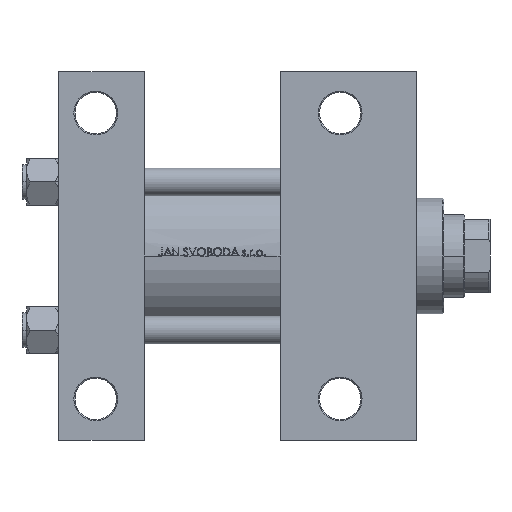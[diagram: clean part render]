
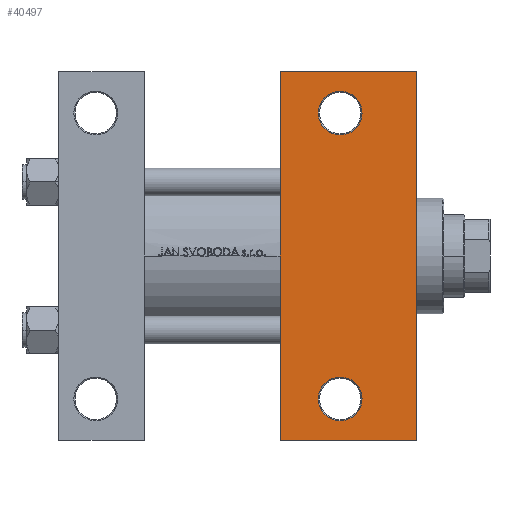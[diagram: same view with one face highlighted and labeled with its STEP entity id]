
A CAD part, front view. The second image highlights one B-rep face of the part: STEP entity #40497.
In plain terms, the highlighted face is planar.
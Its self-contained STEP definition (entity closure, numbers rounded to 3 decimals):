
#113 = ORIENTED_EDGE ( 'NONE', *, *, #30230, .T. ) ;
#290 = DIRECTION ( 'NONE',  ( 0., 0., 1. ) ) ;
#1480 = DIRECTION ( 'NONE',  ( 0., -1., 0. ) ) ;
#2348 = DIRECTION ( 'NONE',  ( -1., 0., 0. ) ) ;
#2721 = ORIENTED_EDGE ( 'NONE', *, *, #21001, .T. ) ;
#4688 = CARTESIAN_POINT ( 'NONE',  ( 96., 80., -45. ) ) ;
#4693 = LINE ( 'NONE', #34344, #42050 ) ;
#4922 = DIRECTION ( 'NONE',  ( 1., 0., 0. ) ) ;
#5941 = AXIS2_PLACEMENT_3D ( 'NONE', #24287, #9827, #2348 ) ;
#5974 = VERTEX_POINT ( 'NONE', #15132 ) ;
#6654 = CIRCLE ( 'NONE', #32818, 9.5 ) ;
#7808 = ORIENTED_EDGE ( 'NONE', *, *, #46054, .T. ) ;
#7849 = DIRECTION ( 'NONE',  ( 0., -1., 0. ) ) ;
#8106 = ORIENTED_EDGE ( 'NONE', *, *, #34548, .F. ) ;
#8264 = FACE_BOUND ( 'NONE', #31652, .T. ) ;
#8282 = EDGE_LOOP ( 'NONE', ( #8106, #2721, #113, #7808 ) ) ;
#9827 = DIRECTION ( 'NONE',  ( 0., 0., 1. ) ) ;
#10285 = DIRECTION ( 'NONE',  ( -1., 0., 0. ) ) ;
#11139 = CARTESIAN_POINT ( 'NONE',  ( 122., 62., -45. ) ) ;
#11416 = VECTOR ( 'NONE', #1480, 1000. ) ;
#11419 = DIRECTION ( 'NONE',  ( -1., 0., 0. ) ) ;
#12664 = VERTEX_POINT ( 'NONE', #46936 ) ;
#12981 = AXIS2_PLACEMENT_3D ( 'NONE', #29756, #44421, #11419 ) ;
#14802 = PLANE ( 'NONE',  #12981 ) ;
#15033 = FACE_OUTER_BOUND ( 'NONE', #8282, .T. ) ;
#15132 = CARTESIAN_POINT ( 'NONE',  ( 112.5, 62., -45. ) ) ;
#16993 = CARTESIAN_POINT ( 'NONE',  ( 96., -80., -45. ) ) ;
#17823 = VECTOR ( 'NONE', #42767, 1000. ) ;
#19386 = LINE ( 'NONE', #4688, #44385 ) ;
#19843 = ORIENTED_EDGE ( 'NONE', *, *, #40739, .T. ) ;
#21001 = EDGE_CURVE ( 'NONE', #12664, #28491, #19386, .T. ) ;
#21522 = ORIENTED_EDGE ( 'NONE', *, *, #29642, .T. ) ;
#23079 = CARTESIAN_POINT ( 'NONE',  ( 122., 62., -45. ) ) ;
#23279 = VERTEX_POINT ( 'NONE', #32339 ) ;
#23819 = DIRECTION ( 'NONE',  ( -1., 0., 0. ) ) ;
#24287 = CARTESIAN_POINT ( 'NONE',  ( 122., -62., -45. ) ) ;
#24384 = CARTESIAN_POINT ( 'NONE',  ( 131.5, 62., -45. ) ) ;
#25346 = CIRCLE ( 'NONE', #39183, 9.5 ) ;
#26046 = CIRCLE ( 'NONE', #44499, 9.5 ) ;
#26097 = LINE ( 'NONE', #30424, #11416 ) ;
#26805 = CARTESIAN_POINT ( 'NONE',  ( 155., 80., -45. ) ) ;
#28093 = LINE ( 'NONE', #16993, #17823 ) ;
#28454 = ORIENTED_EDGE ( 'NONE', *, *, #38495, .T. ) ;
#28491 = VERTEX_POINT ( 'NONE', #26805 ) ;
#29642 = EDGE_CURVE ( 'NONE', #44245, #5974, #6654, .T. ) ;
#29756 = CARTESIAN_POINT ( 'NONE',  ( 155., 45., -45. ) ) ;
#30086 = DIRECTION ( 'NONE',  ( 0., 0., 1. ) ) ;
#30227 = FACE_BOUND ( 'NONE', #45639, .T. ) ;
#30230 = EDGE_CURVE ( 'NONE', #28491, #45552, #4693, .T. ) ;
#30424 = CARTESIAN_POINT ( 'NONE',  ( 96., 45., -45. ) ) ;
#31652 = EDGE_LOOP ( 'NONE', ( #37709, #28454 ) ) ;
#32339 = CARTESIAN_POINT ( 'NONE',  ( 131.5, -62., -45. ) ) ;
#32818 = AXIS2_PLACEMENT_3D ( 'NONE', #11139, #290, #23819 ) ;
#34344 = CARTESIAN_POINT ( 'NONE',  ( 155., 45., -45. ) ) ;
#34548 = EDGE_CURVE ( 'NONE', #12664, #35094, #26097, .T. ) ;
#35094 = VERTEX_POINT ( 'NONE', #45960 ) ;
#36072 = EDGE_CURVE ( 'NONE', #43674, #23279, #39039, .T. ) ;
#37709 = ORIENTED_EDGE ( 'NONE', *, *, #36072, .T. ) ;
#38495 = EDGE_CURVE ( 'NONE', #23279, #43674, #26046, .T. ) ;
#39039 = CIRCLE ( 'NONE', #5941, 9.5 ) ;
#39183 = AXIS2_PLACEMENT_3D ( 'NONE', #23079, #30086, #47267 ) ;
#39446 = CARTESIAN_POINT ( 'NONE',  ( 112.5, -62., -45. ) ) ;
#40497 = ADVANCED_FACE ( 'NONE', ( #30227, #8264, #15033 ), #14802, .T. ) ;
#40739 = EDGE_CURVE ( 'NONE', #5974, #44245, #25346, .T. ) ;
#42050 = VECTOR ( 'NONE', #7849, 1000. ) ;
#42767 = DIRECTION ( 'NONE',  ( -1., 0., 0. ) ) ;
#43295 = CARTESIAN_POINT ( 'NONE',  ( 122., -62., -45. ) ) ;
#43525 = DIRECTION ( 'NONE',  ( 0., 0., 1. ) ) ;
#43674 = VERTEX_POINT ( 'NONE', #39446 ) ;
#44245 = VERTEX_POINT ( 'NONE', #24384 ) ;
#44385 = VECTOR ( 'NONE', #4922, 1000. ) ;
#44421 = DIRECTION ( 'NONE',  ( 0., 0., -1. ) ) ;
#44499 = AXIS2_PLACEMENT_3D ( 'NONE', #43295, #43525, #10285 ) ;
#45552 = VERTEX_POINT ( 'NONE', #46017 ) ;
#45639 = EDGE_LOOP ( 'NONE', ( #19843, #21522 ) ) ;
#45960 = CARTESIAN_POINT ( 'NONE',  ( 96., -80., -45. ) ) ;
#46017 = CARTESIAN_POINT ( 'NONE',  ( 155., -80., -45. ) ) ;
#46054 = EDGE_CURVE ( 'NONE', #45552, #35094, #28093, .T. ) ;
#46936 = CARTESIAN_POINT ( 'NONE',  ( 96., 80., -45. ) ) ;
#47267 = DIRECTION ( 'NONE',  ( -1., 0., 0. ) ) ;
